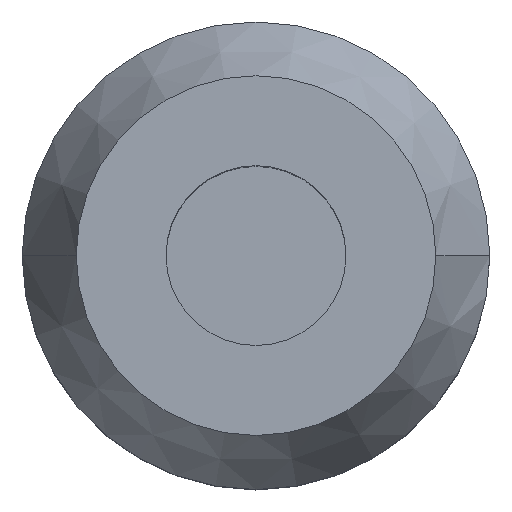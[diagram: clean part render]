
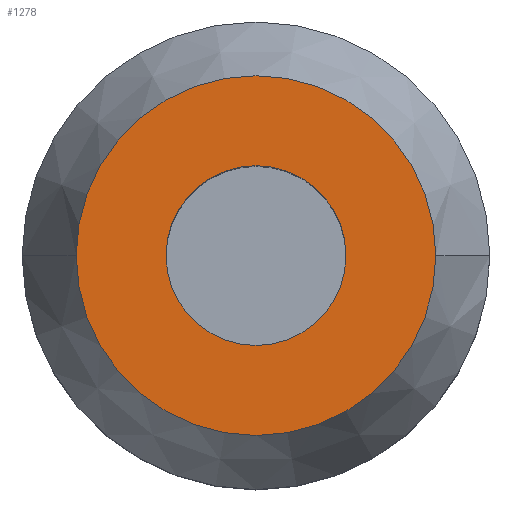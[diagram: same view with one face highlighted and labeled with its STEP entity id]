
A CAD part, top view. The second image highlights one B-rep face of the part: STEP entity #1278.
In plain terms, the highlighted planar face has unit normal (0, 0, 1).
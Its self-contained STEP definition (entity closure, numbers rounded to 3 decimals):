
#11 = PLANE ( 'NONE',  #1762 ) ;
#39 = DIRECTION ( 'NONE',  ( 0., 0., -1. ) ) ;
#67 = ORIENTED_EDGE ( 'NONE', *, *, #1961, .T. ) ;
#166 = CIRCLE ( 'NONE', #651, 20. ) ;
#172 = DIRECTION ( 'NONE',  ( 0., 0., -1. ) ) ;
#325 = CIRCLE ( 'NONE', #2839, 20. ) ;
#360 = CIRCLE ( 'NONE', #1407, 10. ) ;
#418 = CARTESIAN_POINT ( 'NONE',  ( 0., 0., 80. ) ) ;
#481 = CARTESIAN_POINT ( 'NONE',  ( 10., 0., 80. ) ) ;
#558 = CARTESIAN_POINT ( 'NONE',  ( 0., 0., 80. ) ) ;
#651 = AXIS2_PLACEMENT_3D ( 'NONE', #558, #2005, #2274 ) ;
#747 = EDGE_CURVE ( 'NONE', #2972, #3029, #325, .T. ) ;
#781 = CARTESIAN_POINT ( 'NONE',  ( 0., 0., 80. ) ) ;
#924 = CARTESIAN_POINT ( 'NONE',  ( 0., 0., 80. ) ) ;
#976 = DIRECTION ( 'NONE',  ( -1., 0., 0. ) ) ;
#1016 = EDGE_LOOP ( 'NONE', ( #1954, #67 ) ) ;
#1185 = DIRECTION ( 'NONE',  ( 0., 0., -1. ) ) ;
#1233 = DIRECTION ( 'NONE',  ( -1., 0., 0. ) ) ;
#1278 = ADVANCED_FACE ( 'NONE', ( #2252, #2891 ), #11, .F. ) ;
#1323 = ORIENTED_EDGE ( 'NONE', *, *, #2237, .T. ) ;
#1334 = ORIENTED_EDGE ( 'NONE', *, *, #747, .T. ) ;
#1383 = VERTEX_POINT ( 'NONE', #1414 ) ;
#1394 = DIRECTION ( 'NONE',  ( 1., 0., 0. ) ) ;
#1407 = AXIS2_PLACEMENT_3D ( 'NONE', #924, #172, #2355 ) ;
#1414 = CARTESIAN_POINT ( 'NONE',  ( -10., 0., 80. ) ) ;
#1591 = CARTESIAN_POINT ( 'NONE',  ( -20., 0., 80. ) ) ;
#1632 = EDGE_LOOP ( 'NONE', ( #1323, #1334 ) ) ;
#1734 = CARTESIAN_POINT ( 'NONE',  ( 20., 0., 80. ) ) ;
#1762 = AXIS2_PLACEMENT_3D ( 'NONE', #2420, #1185, #976 ) ;
#1954 = ORIENTED_EDGE ( 'NONE', *, *, #2626, .T. ) ;
#1961 = EDGE_CURVE ( 'NONE', #1992, #1383, #2189, .T. ) ;
#1992 = VERTEX_POINT ( 'NONE', #481 ) ;
#2005 = DIRECTION ( 'NONE',  ( 0., 0., 1. ) ) ;
#2189 = CIRCLE ( 'NONE', #2372, 10. ) ;
#2237 = EDGE_CURVE ( 'NONE', #3029, #2972, #166, .T. ) ;
#2252 = FACE_BOUND ( 'NONE', #1016, .T. ) ;
#2274 = DIRECTION ( 'NONE',  ( 1., 0., 0. ) ) ;
#2355 = DIRECTION ( 'NONE',  ( -1., 0., 0. ) ) ;
#2372 = AXIS2_PLACEMENT_3D ( 'NONE', #781, #39, #1233 ) ;
#2420 = CARTESIAN_POINT ( 'NONE',  ( 0., 20., 80. ) ) ;
#2626 = EDGE_CURVE ( 'NONE', #1383, #1992, #360, .T. ) ;
#2839 = AXIS2_PLACEMENT_3D ( 'NONE', #418, #3091, #1394 ) ;
#2891 = FACE_OUTER_BOUND ( 'NONE', #1632, .T. ) ;
#2972 = VERTEX_POINT ( 'NONE', #1734 ) ;
#3029 = VERTEX_POINT ( 'NONE', #1591 ) ;
#3091 = DIRECTION ( 'NONE',  ( 0., 0., 1. ) ) ;
